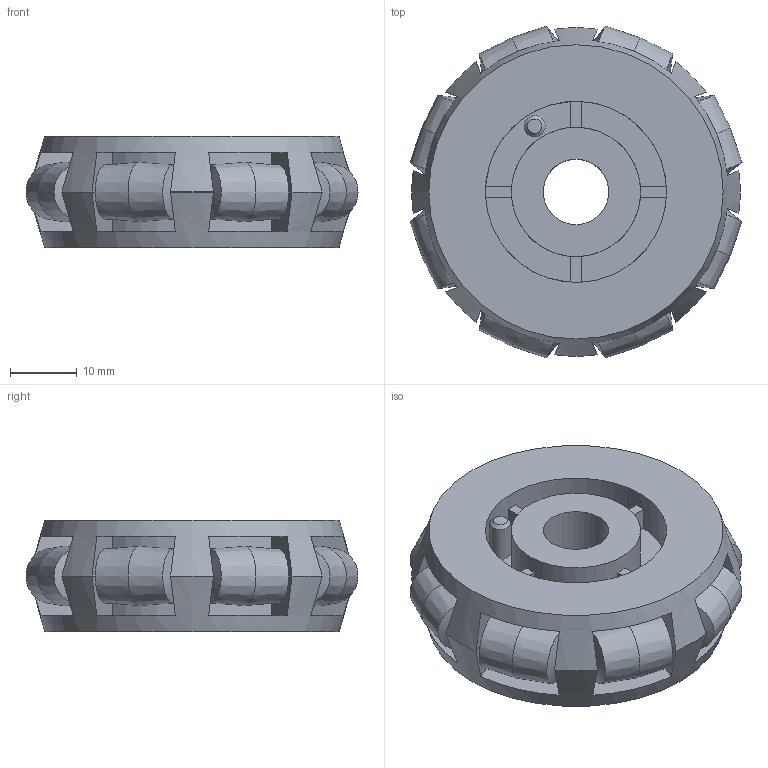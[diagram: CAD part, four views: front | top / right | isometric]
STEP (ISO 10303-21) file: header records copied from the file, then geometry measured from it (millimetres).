
FILE_DESCRIPTION(/* description */ (''),/* implementation_level */ '2;1');
FILE_NAME(/* name */ 'Kornylak Wheel.iam.stp',/* time_stamp */ '2014-02-26T18:19:23-05:00',/* author */ ('Spooner'),/* organization */ (''),/* preprocessor_version */ 'ST-DEVELOPER v15.2',/* originating_system */ 'Autodesk Inventor 2014',/* authorisation */ '');
FILE_SCHEMA (('AUTOMOTIVE_DESIGN { 1 0 10303 214 3 1 1 }'));
Length unit declared in the file: inch
Products named in the file (3): Kornylak- Half Wheel; Kornylak- Roller; Kornylak Wheel
Bounding box: 49.57 x 49.57 x 16.64 mm (x, y, z)
Volume: 21040.1 mm3; surface area: 15710.8 mm2
Topology: 10 solids, 10 shells, 244 faces, 618 edges, 398 vertices
Faces by surface type: plane 136, cylinder 72, cone 36
Full cylindrical faces by diameter (mm): 1.27 x16, 3.15 x2, 9.779 x2, 19.304 x2, 27.051 x2
Entity records: 3175 total; most frequent: CARTESIAN_POINT 573, DIRECTION 556, ORIENTED_EDGE 510, EDGE_CURVE 255, AXIS2_PLACEMENT_3D 206, VERTEX_POINT 175, LINE 144, VECTOR 144
